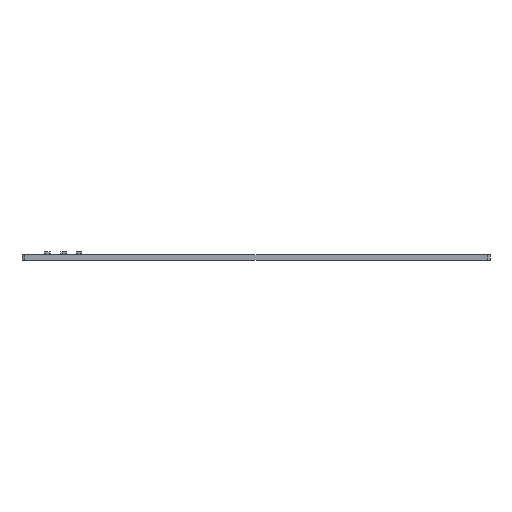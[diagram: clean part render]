
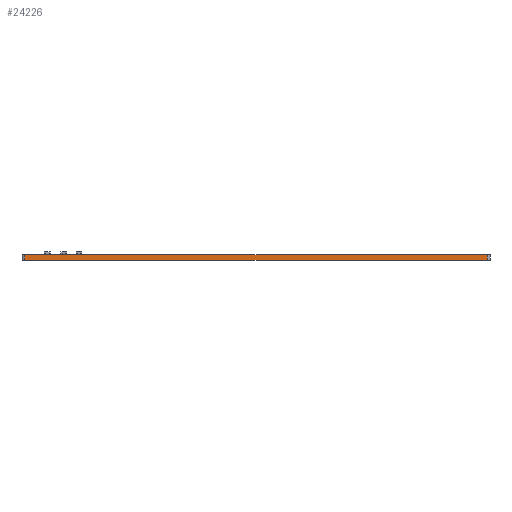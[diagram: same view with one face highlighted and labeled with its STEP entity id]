
A CAD part, left-side view. The second image highlights one B-rep face of the part: STEP entity #24226.
In plain terms, the highlighted planar face has unit normal (-1, 0, 0).
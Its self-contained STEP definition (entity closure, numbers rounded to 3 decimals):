
#2156 = PLANE('',#2157);
#2157 = AXIS2_PLACEMENT_3D('',#2158,#2159,#2160);
#2158 = CARTESIAN_POINT('',(145.256,-96.044,1.6));
#2159 = DIRECTION('',(0.,0.,-1.));
#2160 = DIRECTION('',(-1.,0.,0.));
#2210 = PLANE('',#2211);
#2211 = AXIS2_PLACEMENT_3D('',#2212,#2213,#2214);
#2212 = CARTESIAN_POINT('',(145.256,-96.044,0.));
#2213 = DIRECTION('',(0.,0.,-1.));
#2214 = DIRECTION('',(-1.,0.,0.));
#2423 = VERTEX_POINT('',#2424);
#2424 = CARTESIAN_POINT('',(89.694,-161.925,0.));
#2443 = CYLINDRICAL_SURFACE('',#2444,0.794);
#2444 = AXIS2_PLACEMENT_3D('',#2445,#2446,#2447);
#2445 = CARTESIAN_POINT('',(90.488,-161.925,0.));
#2446 = DIRECTION('',(0.,0.,-1.));
#2447 = DIRECTION('',(1.,0.,0.));
#2455 = EDGE_CURVE('',#2423,#2456,#2458,.T.);
#2456 = VERTEX_POINT('',#2457);
#2457 = CARTESIAN_POINT('',(89.694,-30.163,0.));
#2458 = SURFACE_CURVE('',#2459,(#2463,#2470),.PCURVE_S1.);
#2459 = LINE('',#2460,#2461);
#2460 = CARTESIAN_POINT('',(89.694,-161.925,0.));
#2461 = VECTOR('',#2462,1.);
#2462 = DIRECTION('',(0.,1.,0.));
#2463 = PCURVE('',#2210,#2464);
#2464 = DEFINITIONAL_REPRESENTATION('',(#2465),#2469);
#2465 = LINE('',#2466,#2467);
#2466 = CARTESIAN_POINT('',(55.563,-65.881));
#2467 = VECTOR('',#2468,1.);
#2468 = DIRECTION('',(0.,1.));
#2469 = ( GEOMETRIC_REPRESENTATION_CONTEXT(2) 
PARAMETRIC_REPRESENTATION_CONTEXT() REPRESENTATION_CONTEXT('2D SPACE',''
  ) );
#2470 = PCURVE('',#2471,#2476);
#2471 = PLANE('',#2472);
#2472 = AXIS2_PLACEMENT_3D('',#2473,#2474,#2475);
#2473 = CARTESIAN_POINT('',(89.694,-161.925,0.));
#2474 = DIRECTION('',(-1.,0.,0.));
#2475 = DIRECTION('',(0.,1.,0.));
#2476 = DEFINITIONAL_REPRESENTATION('',(#2477),#2481);
#2477 = LINE('',#2478,#2479);
#2478 = CARTESIAN_POINT('',(0.,0.));
#2479 = VECTOR('',#2480,1.);
#2480 = DIRECTION('',(1.,0.));
#2481 = ( GEOMETRIC_REPRESENTATION_CONTEXT(2) 
PARAMETRIC_REPRESENTATION_CONTEXT() REPRESENTATION_CONTEXT('2D SPACE',''
  ) );
#2504 = CYLINDRICAL_SURFACE('',#2505,0.794);
#2505 = AXIS2_PLACEMENT_3D('',#2506,#2507,#2508);
#2506 = CARTESIAN_POINT('',(90.488,-30.163,0.));
#2507 = DIRECTION('',(0.,0.,-1.));
#2508 = DIRECTION('',(1.,0.,0.));
#14133 = VERTEX_POINT('',#14134);
#14134 = CARTESIAN_POINT('',(89.694,-161.925,1.6));
#14160 = EDGE_CURVE('',#14133,#14161,#14163,.T.);
#14161 = VERTEX_POINT('',#14162);
#14162 = CARTESIAN_POINT('',(89.694,-30.163,1.6));
#14163 = SURFACE_CURVE('',#14164,(#14168,#14175),.PCURVE_S1.);
#14164 = LINE('',#14165,#14166);
#14165 = CARTESIAN_POINT('',(89.694,-161.925,1.6));
#14166 = VECTOR('',#14167,1.);
#14167 = DIRECTION('',(0.,1.,0.));
#14168 = PCURVE('',#2156,#14169);
#14169 = DEFINITIONAL_REPRESENTATION('',(#14170),#14174);
#14170 = LINE('',#14171,#14172);
#14171 = CARTESIAN_POINT('',(55.563,-65.881));
#14172 = VECTOR('',#14173,1.);
#14173 = DIRECTION('',(0.,1.));
#14174 = ( GEOMETRIC_REPRESENTATION_CONTEXT(2) 
PARAMETRIC_REPRESENTATION_CONTEXT() REPRESENTATION_CONTEXT('2D SPACE',''
  ) );
#14175 = PCURVE('',#2471,#14176);
#14176 = DEFINITIONAL_REPRESENTATION('',(#14177),#14181);
#14177 = LINE('',#14178,#14179);
#14178 = CARTESIAN_POINT('',(0.,-1.6));
#14179 = VECTOR('',#14180,1.);
#14180 = DIRECTION('',(1.,0.));
#14181 = ( GEOMETRIC_REPRESENTATION_CONTEXT(2) 
PARAMETRIC_REPRESENTATION_CONTEXT() REPRESENTATION_CONTEXT('2D SPACE',''
  ) );
#24178 = EDGE_CURVE('',#2456,#14161,#24179,.T.);
#24179 = SURFACE_CURVE('',#24180,(#24184,#24191),.PCURVE_S1.);
#24180 = LINE('',#24181,#24182);
#24181 = CARTESIAN_POINT('',(89.694,-30.163,0.));
#24182 = VECTOR('',#24183,1.);
#24183 = DIRECTION('',(0.,0.,1.));
#24184 = PCURVE('',#2504,#24185);
#24185 = DEFINITIONAL_REPRESENTATION('',(#24186),#24190);
#24186 = LINE('',#24187,#24188);
#24187 = CARTESIAN_POINT('',(-3.142,0.));
#24188 = VECTOR('',#24189,1.);
#24189 = DIRECTION('',(0.,-1.));
#24190 = ( GEOMETRIC_REPRESENTATION_CONTEXT(2) 
PARAMETRIC_REPRESENTATION_CONTEXT() REPRESENTATION_CONTEXT('2D SPACE',''
  ) );
#24191 = PCURVE('',#2471,#24192);
#24192 = DEFINITIONAL_REPRESENTATION('',(#24193),#24197);
#24193 = LINE('',#24194,#24195);
#24194 = CARTESIAN_POINT('',(131.763,0.));
#24195 = VECTOR('',#24196,1.);
#24196 = DIRECTION('',(0.,-1.));
#24197 = ( GEOMETRIC_REPRESENTATION_CONTEXT(2) 
PARAMETRIC_REPRESENTATION_CONTEXT() REPRESENTATION_CONTEXT('2D SPACE',''
  ) );
#24203 = EDGE_CURVE('',#2423,#14133,#24204,.T.);
#24204 = SURFACE_CURVE('',#24205,(#24209,#24216),.PCURVE_S1.);
#24205 = LINE('',#24206,#24207);
#24206 = CARTESIAN_POINT('',(89.694,-161.925,0.));
#24207 = VECTOR('',#24208,1.);
#24208 = DIRECTION('',(0.,0.,1.));
#24209 = PCURVE('',#2443,#24210);
#24210 = DEFINITIONAL_REPRESENTATION('',(#24211),#24215);
#24211 = LINE('',#24212,#24213);
#24212 = CARTESIAN_POINT('',(-3.142,0.));
#24213 = VECTOR('',#24214,1.);
#24214 = DIRECTION('',(0.,-1.));
#24215 = ( GEOMETRIC_REPRESENTATION_CONTEXT(2) 
PARAMETRIC_REPRESENTATION_CONTEXT() REPRESENTATION_CONTEXT('2D SPACE',''
  ) );
#24216 = PCURVE('',#2471,#24217);
#24217 = DEFINITIONAL_REPRESENTATION('',(#24218),#24222);
#24218 = LINE('',#24219,#24220);
#24219 = CARTESIAN_POINT('',(0.,0.));
#24220 = VECTOR('',#24221,1.);
#24221 = DIRECTION('',(0.,-1.));
#24222 = ( GEOMETRIC_REPRESENTATION_CONTEXT(2) 
PARAMETRIC_REPRESENTATION_CONTEXT() REPRESENTATION_CONTEXT('2D SPACE',''
  ) );
#24226 = ADVANCED_FACE('',(#24227),#2471,.T.);
#24227 = FACE_BOUND('',#24228,.T.);
#24228 = EDGE_LOOP('',(#24229,#24230,#24231,#24232));
#24229 = ORIENTED_EDGE('',*,*,#24203,.T.);
#24230 = ORIENTED_EDGE('',*,*,#14160,.T.);
#24231 = ORIENTED_EDGE('',*,*,#24178,.F.);
#24232 = ORIENTED_EDGE('',*,*,#2455,.F.);
